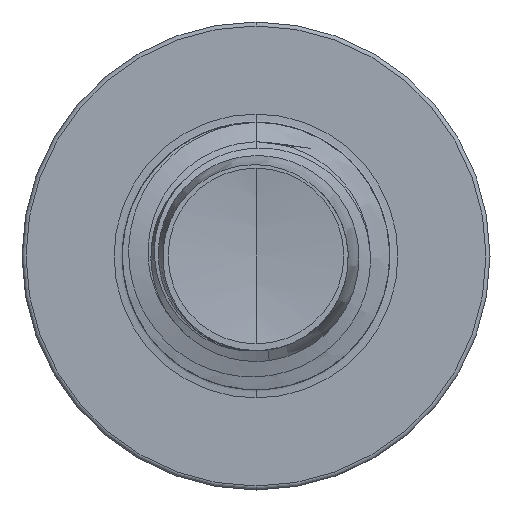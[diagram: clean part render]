
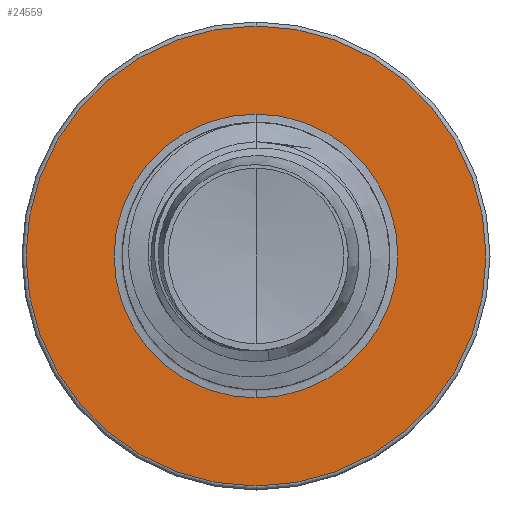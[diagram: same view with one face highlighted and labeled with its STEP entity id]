
A CAD part, front view. The second image highlights one B-rep face of the part: STEP entity #24559.
In plain terms, the highlighted planar face has unit normal (0, -1, 0).
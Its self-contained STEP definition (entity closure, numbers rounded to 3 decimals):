
#48 = DIRECTION ( 'NONE',  ( 0., 0., 1. ) ) ;
#188 = EDGE_LOOP ( 'NONE', ( #40488, #29111 ) ) ;
#553 = EDGE_CURVE ( 'NONE', #39029, #27578, #55494, .T. ) ;
#1582 = CARTESIAN_POINT ( 'NONE',  ( 0., 40., 0. ) ) ;
#3743 = CIRCLE ( 'NONE', #31794, 5.16 ) ;
#4206 = DIRECTION ( 'NONE',  ( 0., 1., 0. ) ) ;
#5305 = FACE_BOUND ( 'NONE', #48095, .T. ) ;
#9300 = ORIENTED_EDGE ( 'NONE', *, *, #553, .T. ) ;
#15807 = CARTESIAN_POINT ( 'NONE',  ( 0., 40., 0. ) ) ;
#17657 = VERTEX_POINT ( 'NONE', #47026 ) ;
#19386 = AXIS2_PLACEMENT_3D ( 'NONE', #15807, #49672, #20654 ) ;
#19605 = DIRECTION ( 'NONE',  ( 0., 1., 0. ) ) ;
#20654 = DIRECTION ( 'NONE',  ( 0., 0., 1. ) ) ;
#23783 = CARTESIAN_POINT ( 'NONE',  ( 0., 40., 0. ) ) ;
#24559 = ADVANCED_FACE ( 'NONE', ( #52350, #5305 ), #33340, .F. ) ;
#24648 = EDGE_CURVE ( 'NONE', #17657, #46462, #3743, .T. ) ;
#27578 = VERTEX_POINT ( 'NONE', #28357 ) ;
#28357 = CARTESIAN_POINT ( 'NONE',  ( 0., 40., 3.186 ) ) ;
#28646 = DIRECTION ( 'NONE',  ( 0., 0., 1. ) ) ;
#29111 = ORIENTED_EDGE ( 'NONE', *, *, #59123, .F. ) ;
#29221 = DIRECTION ( 'NONE',  ( 0., 1., 0. ) ) ;
#31655 = CIRCLE ( 'NONE', #19386, 3.186 ) ;
#31794 = AXIS2_PLACEMENT_3D ( 'NONE', #23783, #57655, #28646 ) ;
#33340 = PLANE ( 'NONE',  #35044 ) ;
#35044 = AXIS2_PLACEMENT_3D ( 'NONE', #42233, #4206, #38196 ) ;
#37362 = AXIS2_PLACEMENT_3D ( 'NONE', #1582, #19605, #59063 ) ;
#38196 = DIRECTION ( 'NONE',  ( 0., 0., 1. ) ) ;
#39029 = VERTEX_POINT ( 'NONE', #41157 ) ;
#40055 = AXIS2_PLACEMENT_3D ( 'NONE', #58217, #29221, #48 ) ;
#40488 = ORIENTED_EDGE ( 'NONE', *, *, #24648, .F. ) ;
#41157 = CARTESIAN_POINT ( 'NONE',  ( 0., 40., -3.186 ) ) ;
#42233 = CARTESIAN_POINT ( 'NONE',  ( 0., 40., -3.186 ) ) ;
#42269 = CIRCLE ( 'NONE', #40055, 5.16 ) ;
#46462 = VERTEX_POINT ( 'NONE', #58465 ) ;
#47026 = CARTESIAN_POINT ( 'NONE',  ( 0., 40., 5.16 ) ) ;
#48095 = EDGE_LOOP ( 'NONE', ( #54892, #9300 ) ) ;
#49672 = DIRECTION ( 'NONE',  ( 0., 1., 0. ) ) ;
#52350 = FACE_OUTER_BOUND ( 'NONE', #188, .T. ) ;
#54892 = ORIENTED_EDGE ( 'NONE', *, *, #62336, .T. ) ;
#55494 = CIRCLE ( 'NONE', #37362, 3.186 ) ;
#57655 = DIRECTION ( 'NONE',  ( 0., 1., 0. ) ) ;
#58217 = CARTESIAN_POINT ( 'NONE',  ( 0., 40., 0. ) ) ;
#58465 = CARTESIAN_POINT ( 'NONE',  ( 0., 40., -5.16 ) ) ;
#59063 = DIRECTION ( 'NONE',  ( 0., 0., 1. ) ) ;
#59123 = EDGE_CURVE ( 'NONE', #46462, #17657, #42269, .T. ) ;
#62336 = EDGE_CURVE ( 'NONE', #27578, #39029, #31655, .T. ) ;
